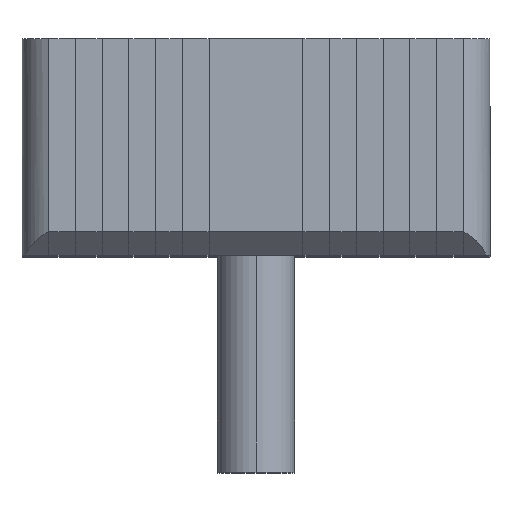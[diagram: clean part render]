
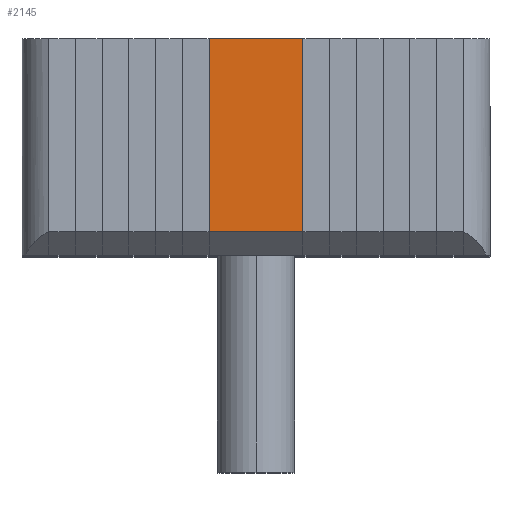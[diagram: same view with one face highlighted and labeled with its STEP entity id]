
A CAD part, top view. The second image highlights one B-rep face of the part: STEP entity #2145.
In plain terms, the highlighted planar face has unit normal (0, 0, 1).
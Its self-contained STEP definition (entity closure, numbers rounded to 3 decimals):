
#310 = DIRECTION ( 'NONE',  ( 0., -1., 0. ) ) ;
#507 = LINE ( 'NONE', #2928, #4788 ) ;
#976 = LINE ( 'NONE', #3470, #1305 ) ;
#1305 = VECTOR ( 'NONE', #2867, 1000. ) ;
#1461 = DIRECTION ( 'NONE',  ( -1., 0., 0. ) ) ;
#1544 = LINE ( 'NONE', #4038, #6127 ) ;
#1626 = VERTEX_POINT ( 'NONE', #2790 ) ;
#2145 = ADVANCED_FACE ( 'NONE', ( #2167 ), #4785, .F. ) ;
#2154 = CARTESIAN_POINT ( 'NONE',  ( 2.6, -4.2, 30. ) ) ;
#2167 = FACE_OUTER_BOUND ( 'NONE', #7203, .T. ) ;
#2790 = CARTESIAN_POINT ( 'NONE',  ( -2.6, -4.2, 30. ) ) ;
#2867 = DIRECTION ( 'NONE',  ( -1., 0., 0. ) ) ;
#2928 = CARTESIAN_POINT ( 'NONE',  ( -2.6, 0., 30. ) ) ;
#3190 = ORIENTED_EDGE ( 'NONE', *, *, #6326, .F. ) ;
#3231 = VECTOR ( 'NONE', #1461, 1000. ) ;
#3410 = VERTEX_POINT ( 'NONE', #7342 ) ;
#3470 = CARTESIAN_POINT ( 'NONE',  ( 2.6, 6.5, 30. ) ) ;
#3902 = EDGE_CURVE ( 'NONE', #7544, #1626, #507, .T. ) ;
#4038 = CARTESIAN_POINT ( 'NONE',  ( 2.6, 0., 30. ) ) ;
#4457 = VERTEX_POINT ( 'NONE', #7868 ) ;
#4561 = LINE ( 'NONE', #2154, #3231 ) ;
#4659 = DIRECTION ( 'NONE',  ( -1., 0., 0. ) ) ;
#4785 = PLANE ( 'NONE',  #6337 ) ;
#4788 = VECTOR ( 'NONE', #5393, 1000. ) ;
#5329 = ORIENTED_EDGE ( 'NONE', *, *, #3902, .T. ) ;
#5359 = DIRECTION ( 'NONE',  ( 0., 0., -1. ) ) ;
#5393 = DIRECTION ( 'NONE',  ( 0., -1., 0. ) ) ;
#5770 = CARTESIAN_POINT ( 'NONE',  ( -2.6, 6.5, 30. ) ) ;
#6086 = CARTESIAN_POINT ( 'NONE',  ( 2.6, 0., 30. ) ) ;
#6127 = VECTOR ( 'NONE', #310, 1000. ) ;
#6326 = EDGE_CURVE ( 'NONE', #3410, #1626, #4561, .T. ) ;
#6337 = AXIS2_PLACEMENT_3D ( 'NONE', #6086, #5359, #4659 ) ;
#6373 = EDGE_CURVE ( 'NONE', #4457, #3410, #1544, .T. ) ;
#7065 = ORIENTED_EDGE ( 'NONE', *, *, #6373, .F. ) ;
#7203 = EDGE_LOOP ( 'NONE', ( #5329, #3190, #7065, #7480 ) ) ;
#7342 = CARTESIAN_POINT ( 'NONE',  ( 2.6, -4.2, 30. ) ) ;
#7355 = EDGE_CURVE ( 'NONE', #4457, #7544, #976, .T. ) ;
#7480 = ORIENTED_EDGE ( 'NONE', *, *, #7355, .T. ) ;
#7544 = VERTEX_POINT ( 'NONE', #5770 ) ;
#7868 = CARTESIAN_POINT ( 'NONE',  ( 2.6, 6.5, 30. ) ) ;
